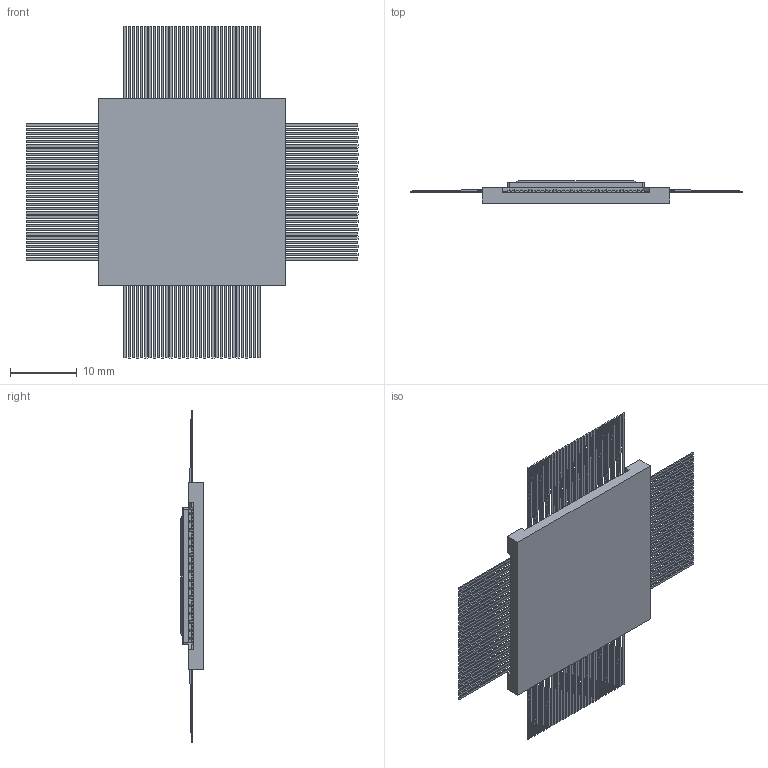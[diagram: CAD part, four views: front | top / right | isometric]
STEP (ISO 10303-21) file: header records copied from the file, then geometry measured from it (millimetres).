
FILE_DESCRIPTION (( 'STEP AP214' ), '1' );
FILE_NAME ('4229.132-3.STEP', '2018-04-28T11:08:55', ( 'Admin' ), ( '' ), 'SwSTEP 2.0', 'SolidWorks 2015', '' );
FILE_SCHEMA (( 'AUTOMOTIVE_DESIGN' ));
Length unit declared in the file: millimetre
Products named in the file (143): ﾎ魵瑙韃+; Íîæêà íå ôîðìîâ++; Íîæêà íå ôîðìîâ+; 4229.132-3; 扰黓蠉錭; Êðûøêà; Îáîäîê+
Assembly tree (136 placements, depth 2):
  ﾎ魵瑙韃+
  Íîæêà íå ôîðìîâ++
  Íîæêà íå ôîðìîâ+
  Íîæêà íå ôîðìîâ+
  Íîæêà íå ôîðìîâ++
Bounding box: 49.6 x 3.35 x 49.6 mm (x, y, z)
Volume: 1707.5 mm3; surface area: 5113.2 mm2
Topology: 136 solids, 136 shells, 3546 faces, 9170 edges, 6100 vertices
Faces by surface type: plane 3218, cylinder 304, torus 16, cone 8
Entity records: 94591 total; most frequent: CARTESIAN_POINT 12456, ORIENTED_EDGE 12100, DIRECTION 10942, EDGE_CURVE 6050, LINE 5930, VECTOR 5930, VERTEX_POINT 4020, AXIS2_PLACEMENT_3D 2506
